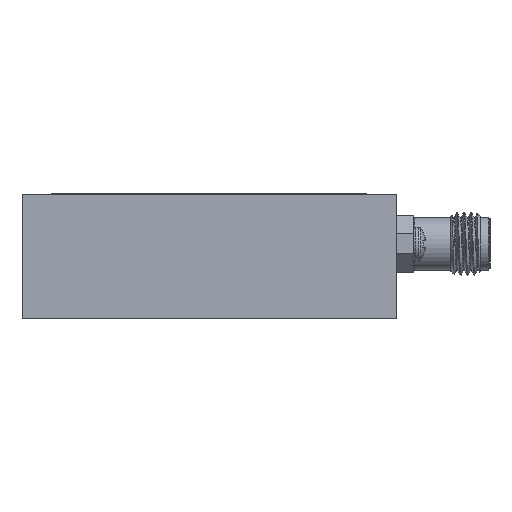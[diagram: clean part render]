
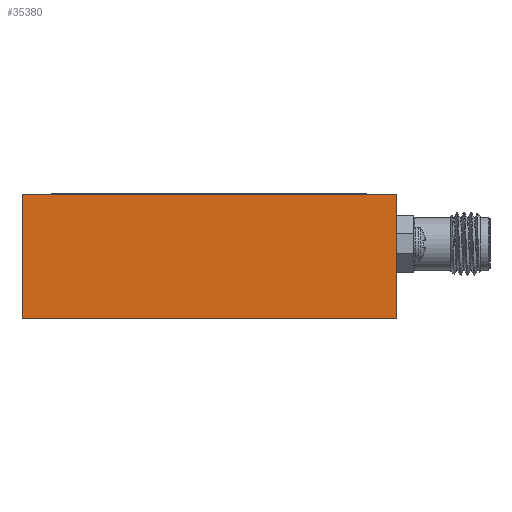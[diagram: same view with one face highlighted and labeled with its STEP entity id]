
A CAD part, left-side view. The second image highlights one B-rep face of the part: STEP entity #35380.
In plain terms, the highlighted planar face has unit normal (-1, 0, 0).
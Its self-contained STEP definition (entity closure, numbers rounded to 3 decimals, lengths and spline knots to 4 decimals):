
#595 = DIRECTION ( 'NONE',  ( 0., 0., -1. ) ) ;
#1715 = DIRECTION ( 'NONE',  ( 0., 0., -1. ) ) ;
#5220 = CARTESIAN_POINT ( 'NONE',  ( -1.875, -0.75, -0.25 ) ) ;
#5475 = CARTESIAN_POINT ( 'NONE',  ( -1.875, -0.75, 0.25 ) ) ;
#6088 = LINE ( 'NONE', #36970, #35525 ) ;
#9784 = ORIENTED_EDGE ( 'NONE', *, *, #26642, .F. ) ;
#10417 = EDGE_CURVE ( 'NONE', #38543, #19550, #6088, .T. ) ;
#16512 = DIRECTION ( 'NONE',  ( 0., -1., 0. ) ) ;
#16618 = CARTESIAN_POINT ( 'NONE',  ( -1.875, -0.75, 0.25 ) ) ;
#17641 = DIRECTION ( 'NONE',  ( 0., -1., 0. ) ) ;
#18238 = VECTOR ( 'NONE', #1715, 39.3701 ) ;
#19550 = VERTEX_POINT ( 'NONE', #50554 ) ;
#20042 = AXIS2_PLACEMENT_3D ( 'NONE', #5475, #27052, #47663 ) ;
#20398 = VERTEX_POINT ( 'NONE', #30790 ) ;
#21244 = PLANE ( 'NONE',  #20042 ) ;
#26055 = FACE_OUTER_BOUND ( 'NONE', #45450, .T. ) ;
#26642 = EDGE_CURVE ( 'NONE', #38543, #34573, #27915, .T. ) ;
#27052 = DIRECTION ( 'NONE',  ( 1., 0., 0. ) ) ;
#27763 = LINE ( 'NONE', #33241, #18238 ) ;
#27915 = LINE ( 'NONE', #16618, #42391 ) ;
#29465 = EDGE_CURVE ( 'NONE', #34573, #20398, #27763, .T. ) ;
#30790 = CARTESIAN_POINT ( 'NONE',  ( -1.875, -0.75, -0.25 ) ) ;
#33241 = CARTESIAN_POINT ( 'NONE',  ( -1.875, -0.75, 0.25 ) ) ;
#34573 = VERTEX_POINT ( 'NONE', #52769 ) ;
#35171 = ORIENTED_EDGE ( 'NONE', *, *, #56403, .T. ) ;
#35380 = ADVANCED_FACE ( 'NONE', ( #26055 ), #21244, .F. ) ;
#35525 = VECTOR ( 'NONE', #595, 39.3701 ) ;
#36673 = VECTOR ( 'NONE', #16512, 39.3701 ) ;
#36970 = CARTESIAN_POINT ( 'NONE',  ( -1.875, 0.75, 0.25 ) ) ;
#37705 = CARTESIAN_POINT ( 'NONE',  ( -1.875, 0.75, 0.25 ) ) ;
#38543 = VERTEX_POINT ( 'NONE', #37705 ) ;
#41914 = LINE ( 'NONE', #5220, #36673 ) ;
#42391 = VECTOR ( 'NONE', #17641, 39.3701 ) ;
#43796 = ORIENTED_EDGE ( 'NONE', *, *, #10417, .T. ) ;
#45450 = EDGE_LOOP ( 'NONE', ( #35171, #61375, #9784, #43796 ) ) ;
#47663 = DIRECTION ( 'NONE',  ( 0., 0., -1. ) ) ;
#50554 = CARTESIAN_POINT ( 'NONE',  ( -1.875, 0.75, -0.25 ) ) ;
#52769 = CARTESIAN_POINT ( 'NONE',  ( -1.875, -0.75, 0.25 ) ) ;
#56403 = EDGE_CURVE ( 'NONE', #19550, #20398, #41914, .T. ) ;
#61375 = ORIENTED_EDGE ( 'NONE', *, *, #29465, .F. ) ;
